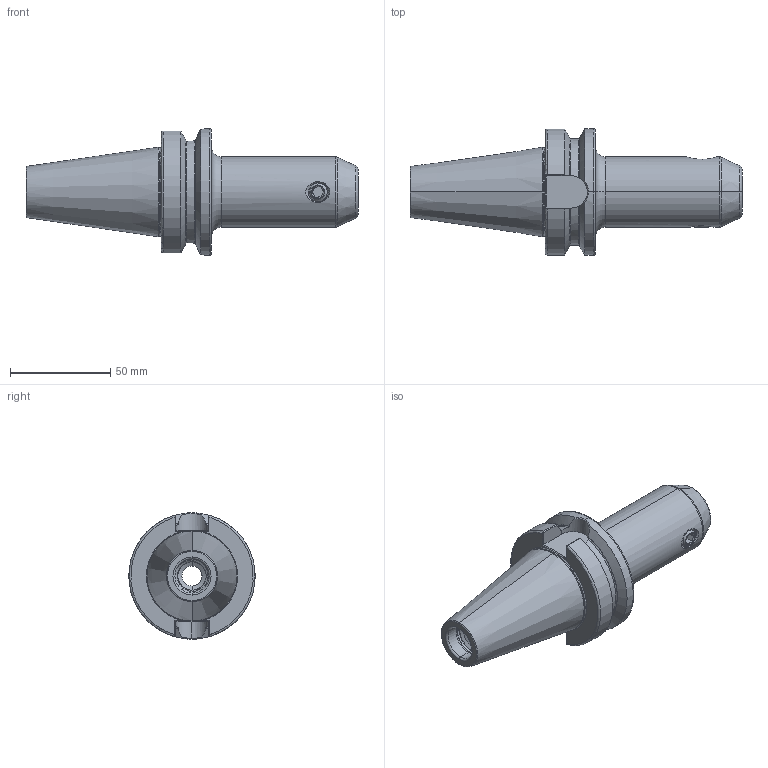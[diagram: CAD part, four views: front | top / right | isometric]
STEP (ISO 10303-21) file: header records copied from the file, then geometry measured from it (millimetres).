
FILE_DESCRIPTION (( 'STEP AP203' ), '1' );
FILE_NAME ('405.04.10.1.STEP', '2016-08-01T08:31:20', ( '' ), ( '' ), 'SwSTEP 2.0', 'SolidWorks 2012', '' );
FILE_SCHEMA (( 'CONFIG_CONTROL_DESIGN' ));
Length unit declared in the file: millimetre
Products named in the file (3): 405.04.10.1; 側固10_M10x1.5_12L
Assembly tree (2 placements, depth 2):
  405.04.10.1
    405.04.10.1
    側固10_M10x1.5_12L
Bounding box: 165.4 x 63 x 63 mm (x, y, z)
Volume: 177745.2 mm3; surface area: 34660.1 mm2
Topology: 2 solids, 2 shells, 196 faces, 509 edges, 321 vertices
Faces by surface type: cylinder 73, plane 38, cone 30, torus 28, bspline 25, sphere 2
Entity records: 16962 total; most frequent: CARTESIAN_POINT 12451, ORIENTED_EDGE 1014, DIRECTION 735, EDGE_CURVE 507, VERTEX_POINT 321, AXIS2_PLACEMENT_3D 290, EDGE_LOOP 206, FACE_OUTER_BOUND 196
